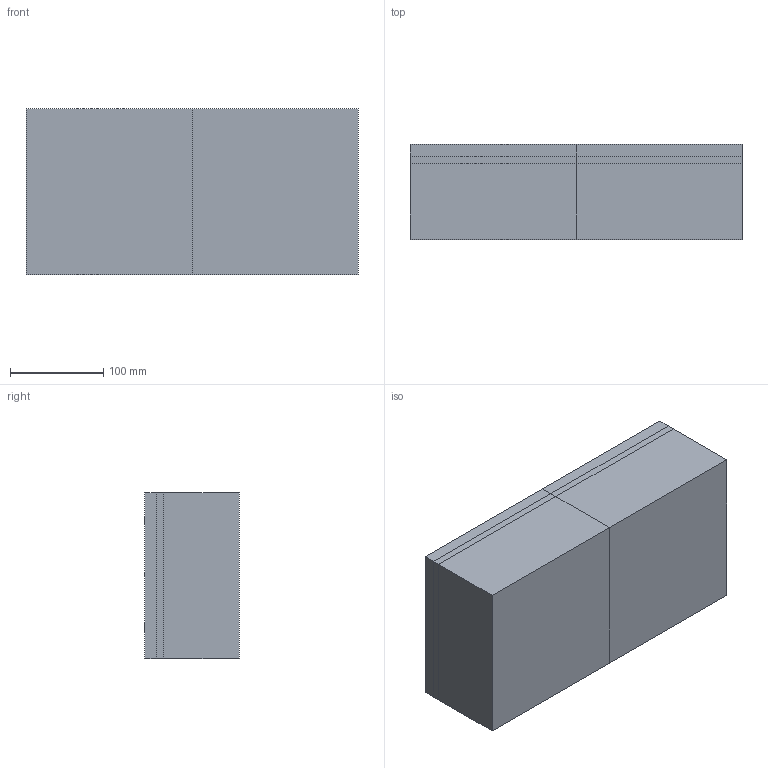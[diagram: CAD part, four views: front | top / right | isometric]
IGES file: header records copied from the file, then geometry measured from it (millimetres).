
Start section: SolidWorks IGES file using analytic representation for surfaces
Global section: file name: W50 shoulder pad mold 9-2021.IGS; native system: SolidWorks 2020; preprocessor: SolidWorks 2020; author: Mike; date: 210923.133542; units: inch
Bounding box: 355.6 x 101.6 x 177.8 mm (x, y, z)
Surface area: 537505.4 mm2 (no closed solid volume)
Topology: 0 solids, 0 shells, 508 faces, 7858 edges, 7846 vertices
Faces by surface type: bspline 373, revolution 135
